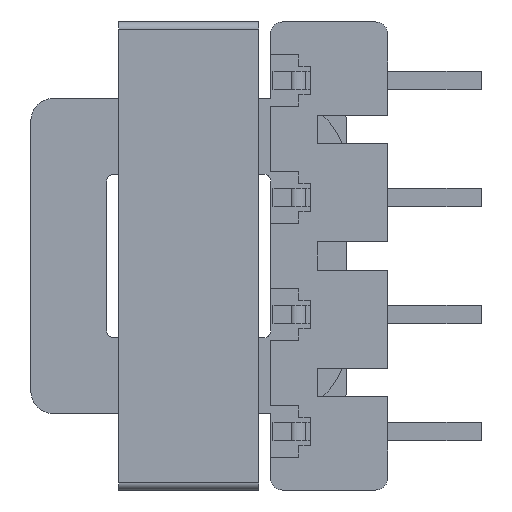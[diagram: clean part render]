
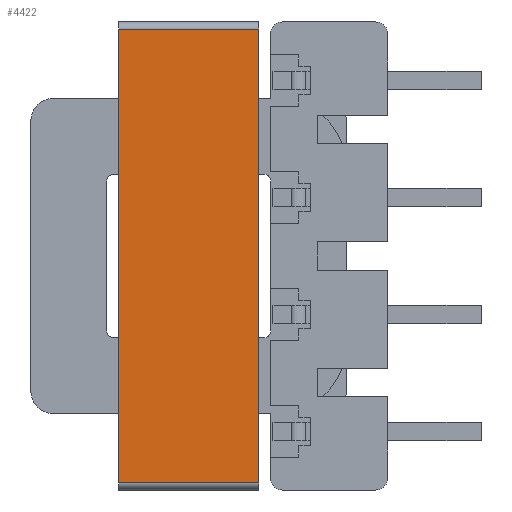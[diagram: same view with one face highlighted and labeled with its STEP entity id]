
A CAD part, left-side view. The second image highlights one B-rep face of the part: STEP entity #4422.
In plain terms, the highlighted planar face has unit normal (-1, 0, 0).
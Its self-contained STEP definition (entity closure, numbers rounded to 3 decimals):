
#97 = PLANE ( 'NONE',  #11855 ) ;
#381 = VECTOR ( 'NONE', #13734, 1000. ) ;
#766 = CARTESIAN_POINT ( 'NONE',  ( -10., 6., -9.7 ) ) ;
#1558 = CARTESIAN_POINT ( 'NONE',  ( -10., 6., 9.7 ) ) ;
#1736 = LINE ( 'NONE', #2302, #12844 ) ;
#2302 = CARTESIAN_POINT ( 'NONE',  ( -10., 0., 9.7 ) ) ;
#2825 = LINE ( 'NONE', #9242, #8540 ) ;
#2826 = DIRECTION ( 'NONE',  ( 0., -1., 0. ) ) ;
#2953 = DIRECTION ( 'NONE',  ( 0., -1., 0. ) ) ;
#3062 = ORIENTED_EDGE ( 'NONE', *, *, #3735, .F. ) ;
#3084 = VERTEX_POINT ( 'NONE', #3284 ) ;
#3284 = CARTESIAN_POINT ( 'NONE',  ( -10., 0., 9.7 ) ) ;
#3370 = DIRECTION ( 'NONE',  ( 0., 0., -1. ) ) ;
#3735 = EDGE_CURVE ( 'NONE', #12621, #12432, #11827, .T. ) ;
#4137 = CARTESIAN_POINT ( 'NONE',  ( -10., 6., 9.7 ) ) ;
#4219 = EDGE_CURVE ( 'NONE', #12621, #13283, #5272, .T. ) ;
#4422 = ADVANCED_FACE ( 'NONE', ( #7802 ), #97, .F. ) ;
#4496 = DIRECTION ( 'NONE',  ( 0., 0., 1. ) ) ;
#5272 = LINE ( 'NONE', #766, #10648 ) ;
#5778 = EDGE_CURVE ( 'NONE', #13283, #3084, #1736, .T. ) ;
#6091 = ORIENTED_EDGE ( 'NONE', *, *, #11698, .F. ) ;
#6310 = CARTESIAN_POINT ( 'NONE',  ( -10., 0., -9.7 ) ) ;
#7470 = EDGE_LOOP ( 'NONE', ( #9159, #6091, #3062, #13442 ) ) ;
#7802 = FACE_OUTER_BOUND ( 'NONE', #7470, .T. ) ;
#8540 = VECTOR ( 'NONE', #2826, 1000. ) ;
#9159 = ORIENTED_EDGE ( 'NONE', *, *, #5778, .T. ) ;
#9242 = CARTESIAN_POINT ( 'NONE',  ( -10., 6., 9.7 ) ) ;
#9402 = CARTESIAN_POINT ( 'NONE',  ( -10., 6., -9.7 ) ) ;
#9794 = DIRECTION ( 'NONE',  ( 1., 0., 0. ) ) ;
#10648 = VECTOR ( 'NONE', #2953, 1000. ) ;
#10830 = CARTESIAN_POINT ( 'NONE',  ( -10., 6., 9.7 ) ) ;
#11698 = EDGE_CURVE ( 'NONE', #12432, #3084, #2825, .T. ) ;
#11827 = LINE ( 'NONE', #4137, #381 ) ;
#11855 = AXIS2_PLACEMENT_3D ( 'NONE', #10830, #9794, #3370 ) ;
#12432 = VERTEX_POINT ( 'NONE', #1558 ) ;
#12621 = VERTEX_POINT ( 'NONE', #9402 ) ;
#12844 = VECTOR ( 'NONE', #4496, 1000. ) ;
#13283 = VERTEX_POINT ( 'NONE', #6310 ) ;
#13442 = ORIENTED_EDGE ( 'NONE', *, *, #4219, .T. ) ;
#13734 = DIRECTION ( 'NONE',  ( 0., 0., 1. ) ) ;
